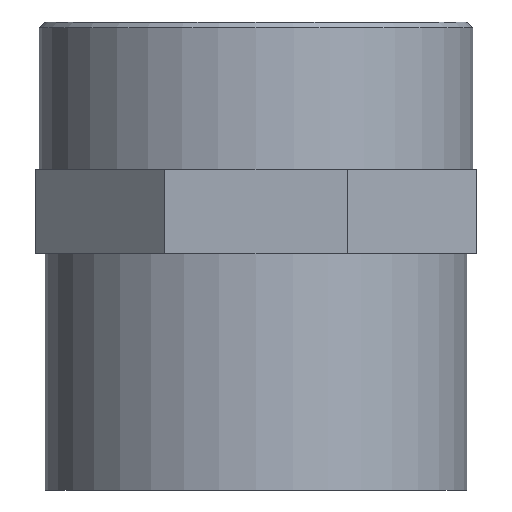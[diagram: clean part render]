
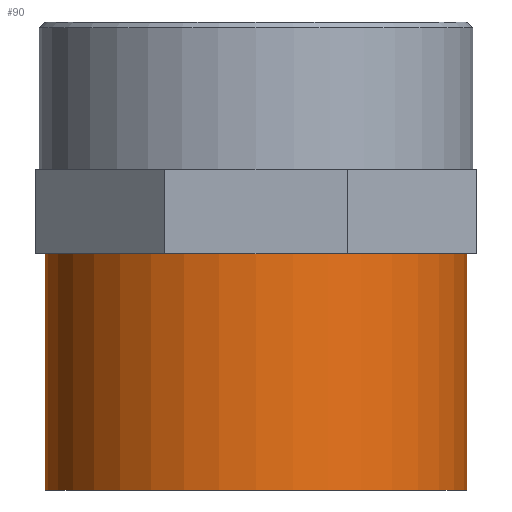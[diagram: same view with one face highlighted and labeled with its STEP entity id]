
A CAD part, front view. The second image highlights one B-rep face of the part: STEP entity #90.
In plain terms, the highlighted cylindrical face has radius 55 mm (diameter 110 mm), a partial arc.
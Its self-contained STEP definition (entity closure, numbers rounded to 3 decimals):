
#90=ADVANCED_FACE('',(#179),#180,.T.);
#179=FACE_OUTER_BOUND('',#261,.T.);
#180=CYLINDRICAL_SURFACE('',#262,55.0);
#261=EDGE_LOOP('',(#450,#451,#452,#453));
#262=AXIS2_PLACEMENT_3D('',#454,#455,#456);
#450=ORIENTED_EDGE('',*,*,#467,.T.);
#451=ORIENTED_EDGE('',*,*,#512,.F.);
#452=ORIENTED_EDGE('',*,*,#469,.T.);
#453=ORIENTED_EDGE('',*,*,#539,.F.);
#454=CARTESIAN_POINT('',(0.0,0.0,30.8));
#455=DIRECTION('',(0.0,0.0,1.0));
#456=DIRECTION('',(1.0,0.0,0.0));
#467=EDGE_CURVE('',#543,#544,#545,.T.);
#469=EDGE_CURVE('',#548,#546,#549,.T.);
#512=EDGE_CURVE('',#548,#544,#614,.T.);
#539=EDGE_CURVE('',#543,#546,#649,.T.);
#543=VERTEX_POINT('',#653);
#544=VERTEX_POINT('',#654);
#545=LINE('',#655,#656);
#546=VERTEX_POINT('',#657);
#548=VERTEX_POINT('',#659);
#549=LINE('',#660,#661);
#614=CIRCLE('',#742,55.0);
#649=CIRCLE('',#793,55.0);
#653=CARTESIAN_POINT('',(55.0,0.0,0.0));
#654=CARTESIAN_POINT('',(55.0,0.0,61.6));
#655=CARTESIAN_POINT('',(55.0,0.,30.8));
#656=VECTOR('',#796,1.0);
#657=CARTESIAN_POINT('',(-55.0,0.,0.0));
#659=CARTESIAN_POINT('',(-55.0,0.,61.6));
#660=CARTESIAN_POINT('',(-55.0,0.,30.8));
#661=VECTOR('',#800,1.0);
#742=AXIS2_PLACEMENT_3D('',#862,#863,#864);
#793=AXIS2_PLACEMENT_3D('',#881,#882,#883);
#796=DIRECTION('',(0.0,0.0,1.0));
#800=DIRECTION('',(-0.0,-0.0,-1.0));
#862=CARTESIAN_POINT('',(0.0,0.0,61.6));
#863=DIRECTION('',(0.0,0.0,1.0));
#864=DIRECTION('',(1.0,0.0,0.0));
#881=CARTESIAN_POINT('',(0.0,0.0,0.0));
#882=DIRECTION('',(0.0,0.0,-1.0));
#883=DIRECTION('',(1.0,0.0,0.0));
